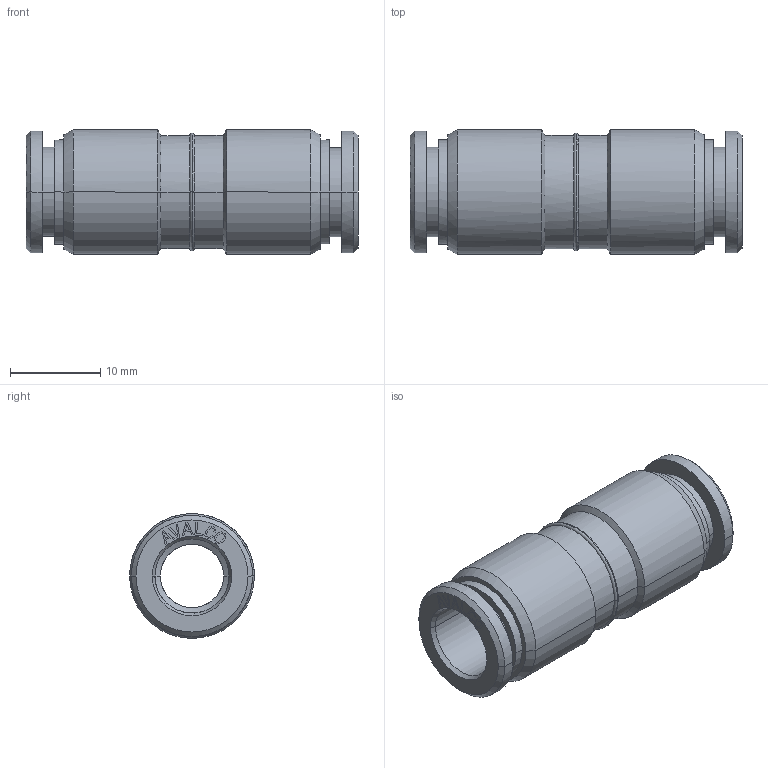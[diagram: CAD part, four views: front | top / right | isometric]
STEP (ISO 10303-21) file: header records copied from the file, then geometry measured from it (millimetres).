
FILE_DESCRIPTION(('CATIA V5 STEP Exchange'),'2;1');
FILE_NAME('PR580B-08.stp','2018-04-14T15:25:12+00:00',('none'),('none'),'CATIA Version 5 Release 21 GA (IN-10)','CATIA V5 STEP AP203','none');
FILE_SCHEMA(('CONFIG_CONTROL_DESIGN'));
Length unit declared in the file: millimetre
Products named in the file (1): PR580B-08
Bounding box: 36.7 x 13.8 x 13.8 mm (x, y, z)
Volume: 3009.9 mm3; surface area: 2887.2 mm2
Topology: 1 solids, 1 shells, 282 faces, 734 edges, 478 vertices
Faces by surface type: plane 232, cylinder 26, cone 20, torus 4
Entity records: 8714 total; most frequent: CARTESIAN_POINT 1867, ORIENTED_EDGE 1468, DIRECTION 1243, EDGE_CURVE 734, VECTOR 664, LINE 664, VERTEX_POINT 478, AXIS2_PLACEMENT_3D 314
